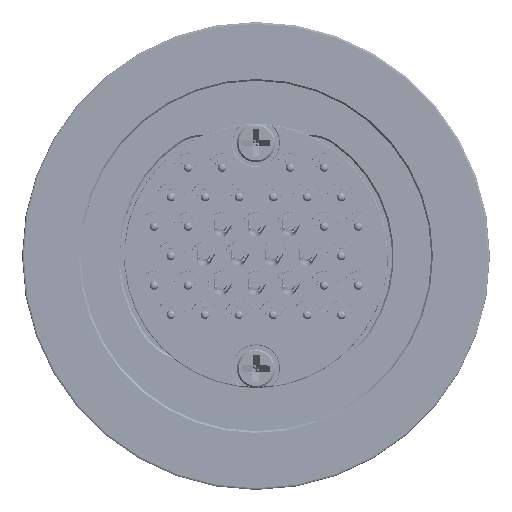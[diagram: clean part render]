
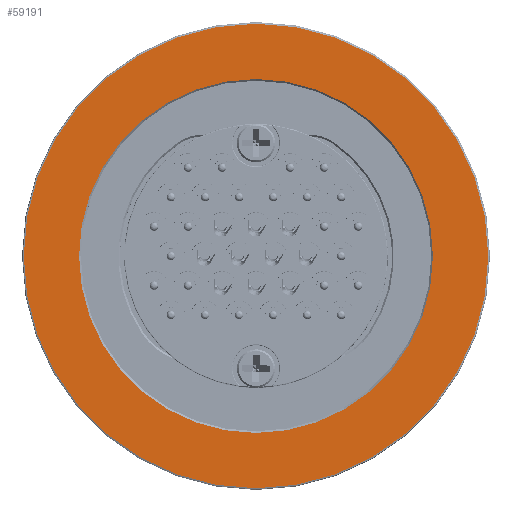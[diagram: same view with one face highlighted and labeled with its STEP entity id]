
A CAD part, top view. The second image highlights one B-rep face of the part: STEP entity #59191.
In plain terms, the highlighted planar face has unit normal (0, 0, 1).
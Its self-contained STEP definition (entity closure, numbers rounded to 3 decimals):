
#2448 = DIRECTION ( 'NONE',  ( 0., 0., 1. ) ) ;
#3219 = AXIS2_PLACEMENT_3D ( 'NONE', #23414, #67924, #19055 ) ;
#4780 = VERTEX_POINT ( 'NONE', #21400 ) ;
#5132 = AXIS2_PLACEMENT_3D ( 'NONE', #37829, #49070, #59943 ) ;
#8092 = AXIS2_PLACEMENT_3D ( 'NONE', #30622, #2448, #52035 ) ;
#11398 = EDGE_CURVE ( 'NONE', #15955, #15955, #66768, .T. ) ;
#14912 = EDGE_LOOP ( 'NONE', ( #16357 ) ) ;
#15955 = VERTEX_POINT ( 'NONE', #53632 ) ;
#16357 = ORIENTED_EDGE ( 'NONE', *, *, #11398, .T. ) ;
#19055 = DIRECTION ( 'NONE',  ( -1., 0., 0. ) ) ;
#20859 = FACE_BOUND ( 'NONE', #14912, .T. ) ;
#21400 = CARTESIAN_POINT ( 'NONE',  ( -27.3, 0., 2.5 ) ) ;
#23414 = CARTESIAN_POINT ( 'NONE',  ( 0., 0., 2.5 ) ) ;
#30372 = EDGE_LOOP ( 'NONE', ( #61552 ) ) ;
#30622 = CARTESIAN_POINT ( 'NONE',  ( 0., 0., 2.5 ) ) ;
#37829 = CARTESIAN_POINT ( 'NONE',  ( 0., 0., 2.5 ) ) ;
#48724 = FACE_OUTER_BOUND ( 'NONE', #30372, .T. ) ;
#49070 = DIRECTION ( 'NONE',  ( 0., 0., -1. ) ) ;
#52035 = DIRECTION ( 'NONE',  ( -1., 0., 0. ) ) ;
#53632 = CARTESIAN_POINT ( 'NONE',  ( -20.8, 0., 2.5 ) ) ;
#54332 = CIRCLE ( 'NONE', #8092, 27.3 ) ;
#57686 = EDGE_CURVE ( 'NONE', #4780, #4780, #54332, .T. ) ;
#59191 = ADVANCED_FACE ( 'NONE', ( #20859, #48724 ), #64670, .F. ) ;
#59943 = DIRECTION ( 'NONE',  ( -1., 0., 0. ) ) ;
#61552 = ORIENTED_EDGE ( 'NONE', *, *, #57686, .T. ) ;
#64670 = PLANE ( 'NONE',  #5132 ) ;
#66768 = CIRCLE ( 'NONE', #3219, 20.8 ) ;
#67924 = DIRECTION ( 'NONE',  ( 0., 0., -1. ) ) ;
